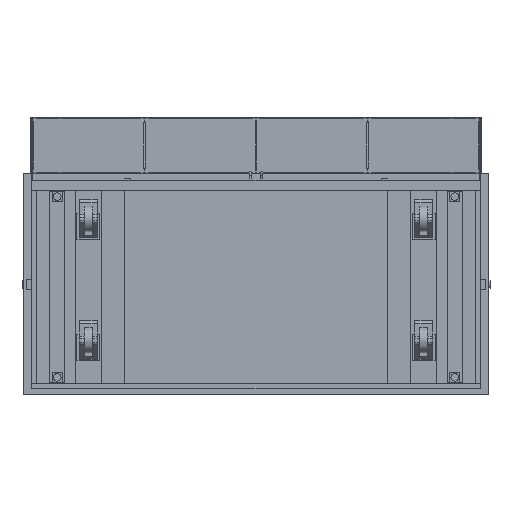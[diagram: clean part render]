
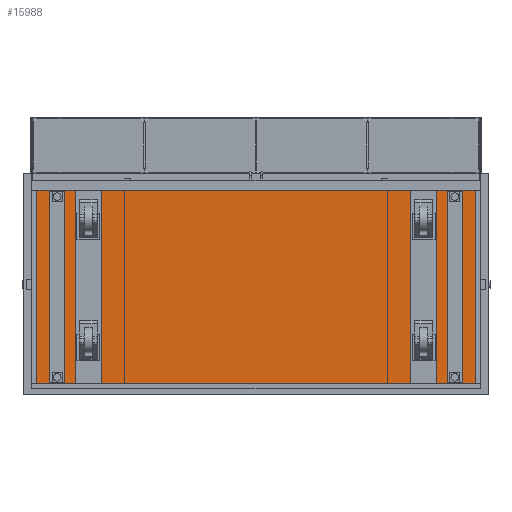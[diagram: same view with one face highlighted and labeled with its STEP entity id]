
A CAD part, front view. The second image highlights one B-rep face of the part: STEP entity #15988.
In plain terms, the highlighted planar face has unit normal (0, -1, 0).
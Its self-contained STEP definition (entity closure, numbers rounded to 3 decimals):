
#950=FACE_OUTER_BOUND('',#1936,.T.);
#1936=EDGE_LOOP('',(#10647,#10648,#10649,#10650));
#2965=LINE('',#23387,#4827);
#2968=LINE('',#23393,#4830);
#2971=LINE('',#23399,#4833);
#2974=LINE('',#23403,#4836);
#4827=VECTOR('',#18616,10.);
#4830=VECTOR('',#18621,10.);
#4833=VECTOR('',#18626,10.);
#4836=VECTOR('',#18631,10.);
#6673=VERTEX_POINT('',#23384);
#6674=VERTEX_POINT('',#23386);
#6676=VERTEX_POINT('',#23392);
#6678=VERTEX_POINT('',#23398);
#8255=EDGE_CURVE('',#6674,#6673,#2965,.T.);
#8258=EDGE_CURVE('',#6676,#6674,#2968,.T.);
#8261=EDGE_CURVE('',#6678,#6676,#2971,.T.);
#8264=EDGE_CURVE('',#6673,#6678,#2974,.T.);
#10647=ORIENTED_EDGE('',*,*,#8264,.T.);
#10648=ORIENTED_EDGE('',*,*,#8261,.T.);
#10649=ORIENTED_EDGE('',*,*,#8258,.T.);
#10650=ORIENTED_EDGE('',*,*,#8255,.T.);
#15209=PLANE('',#17099);
#15988=ADVANCED_FACE('',(#950),#15209,.T.);
#17099=AXIS2_PLACEMENT_3D('',#23405,#18634,#18635);
#18616=DIRECTION('',(-1.,0.,0.));
#18621=DIRECTION('',(0.,0.,1.));
#18626=DIRECTION('',(1.,0.,0.));
#18631=DIRECTION('',(0.,0.,-1.));
#18634=DIRECTION('center_axis',(0.,-1.,0.));
#18635=DIRECTION('ref_axis',(0.,0.,-1.));
#23384=CARTESIAN_POINT('',(-863.5,-230.,-40.));
#23386=CARTESIAN_POINT('',(863.5,-230.,-40.));
#23387=CARTESIAN_POINT('',(-863.5,-230.,-40.));
#23392=CARTESIAN_POINT('',(863.5,-230.,-802.1));
#23393=CARTESIAN_POINT('',(863.5,-230.,-40.));
#23398=CARTESIAN_POINT('',(-863.5,-230.,-802.1));
#23399=CARTESIAN_POINT('',(863.5,-230.,-802.1));
#23403=CARTESIAN_POINT('',(-863.5,-230.,-802.1));
#23405=CARTESIAN_POINT('Origin',(0.,-230.,-421.05));
